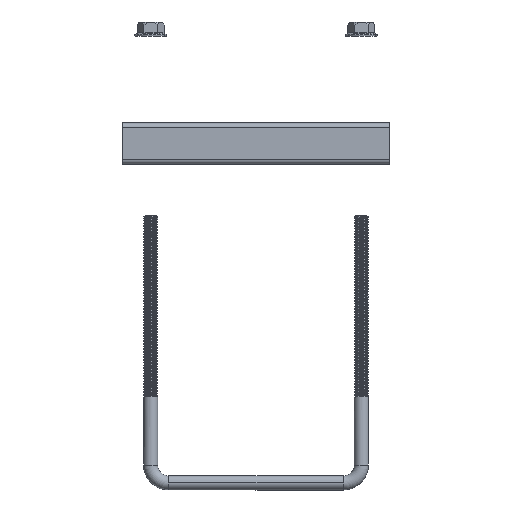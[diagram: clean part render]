
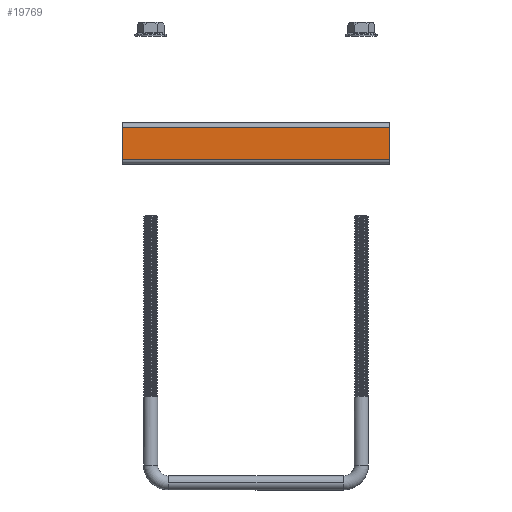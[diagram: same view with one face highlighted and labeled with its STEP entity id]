
A CAD part, front view. The second image highlights one B-rep face of the part: STEP entity #19769.
In plain terms, the highlighted planar face has unit normal (0, -1, 0).
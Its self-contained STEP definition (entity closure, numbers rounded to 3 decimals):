
#189 = VERTEX_POINT ( 'NONE', #4177 ) ;
#1264 = ORIENTED_EDGE ( 'NONE', *, *, #13255, .T. ) ;
#1748 = CARTESIAN_POINT ( 'NONE',  ( -75., -106.5, 0. ) ) ;
#2120 = DIRECTION ( 'NONE',  ( -1., 0., 0. ) ) ;
#2937 = PLANE ( 'NONE',  #11556 ) ;
#3861 = DIRECTION ( 'NONE',  ( 0., 0., -1. ) ) ;
#3972 = LINE ( 'NONE', #4244, #24088 ) ;
#4177 = CARTESIAN_POINT ( 'NONE',  ( -75., -106.5, -19. ) ) ;
#4244 = CARTESIAN_POINT ( 'NONE',  ( 75., -106.5, -1. ) ) ;
#5203 = VECTOR ( 'NONE', #9890, 1000. ) ;
#5259 = CARTESIAN_POINT ( 'NONE',  ( 75., -106.5, -1. ) ) ;
#5316 = DIRECTION ( 'NONE',  ( 0., 1., 0. ) ) ;
#6185 = VECTOR ( 'NONE', #2120, 1000. ) ;
#9513 = VERTEX_POINT ( 'NONE', #20768 ) ;
#9520 = EDGE_LOOP ( 'NONE', ( #1264, #13764, #21489, #23663 ) ) ;
#9691 = CARTESIAN_POINT ( 'NONE',  ( -75., -106.5, -1. ) ) ;
#9890 = DIRECTION ( 'NONE',  ( 0., 0., -1. ) ) ;
#10944 = EDGE_CURVE ( 'NONE', #9513, #189, #19115, .T. ) ;
#11362 = FACE_OUTER_BOUND ( 'NONE', #9520, .T. ) ;
#11458 = CARTESIAN_POINT ( 'NONE',  ( 75., -106.5, 0. ) ) ;
#11556 = AXIS2_PLACEMENT_3D ( 'NONE', #20481, #5316, #24714 ) ;
#12507 = CARTESIAN_POINT ( 'NONE',  ( 75., -106.5, -19. ) ) ;
#12899 = EDGE_CURVE ( 'NONE', #15122, #9513, #22144, .T. ) ;
#13255 = EDGE_CURVE ( 'NONE', #25204, #189, #25648, .T. ) ;
#13764 = ORIENTED_EDGE ( 'NONE', *, *, #10944, .F. ) ;
#13813 = EDGE_CURVE ( 'NONE', #15122, #25204, #3972, .T. ) ;
#15122 = VERTEX_POINT ( 'NONE', #5259 ) ;
#19115 = LINE ( 'NONE', #12507, #6185 ) ;
#19769 = ADVANCED_FACE ( 'NONE', ( #11362 ), #2937, .F. ) ;
#20481 = CARTESIAN_POINT ( 'NONE',  ( 75., -106.5, 0. ) ) ;
#20768 = CARTESIAN_POINT ( 'NONE',  ( 75., -106.5, -19. ) ) ;
#21489 = ORIENTED_EDGE ( 'NONE', *, *, #12899, .F. ) ;
#22144 = LINE ( 'NONE', #11458, #5203 ) ;
#22269 = VECTOR ( 'NONE', #3861, 1000. ) ;
#23663 = ORIENTED_EDGE ( 'NONE', *, *, #13813, .T. ) ;
#24088 = VECTOR ( 'NONE', #25338, 1000. ) ;
#24714 = DIRECTION ( 'NONE',  ( 0., 0., 1. ) ) ;
#25204 = VERTEX_POINT ( 'NONE', #9691 ) ;
#25338 = DIRECTION ( 'NONE',  ( -1., 0., 0. ) ) ;
#25648 = LINE ( 'NONE', #1748, #22269 ) ;
